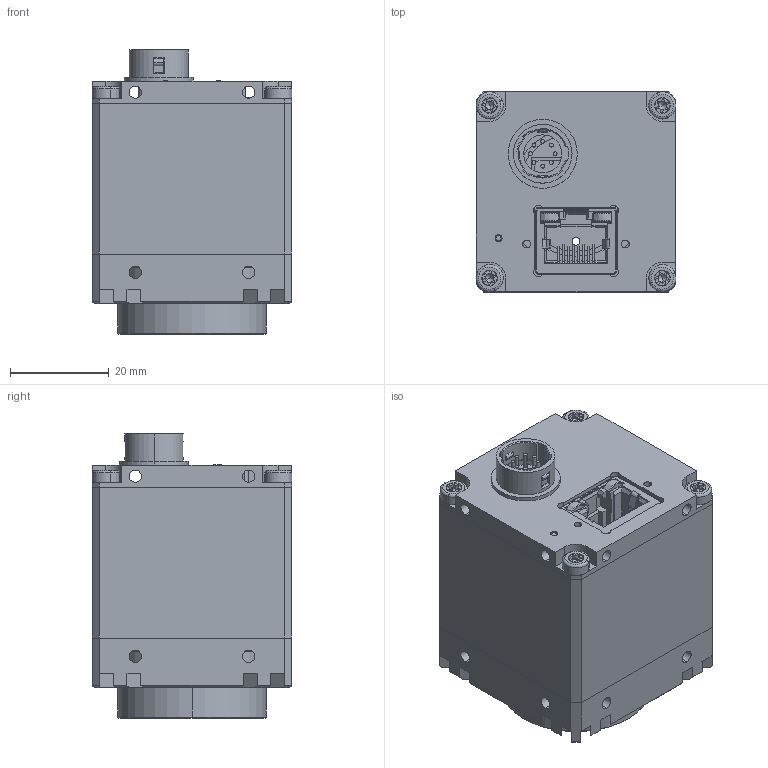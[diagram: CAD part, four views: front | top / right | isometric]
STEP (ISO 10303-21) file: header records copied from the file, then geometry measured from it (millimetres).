
FILE_DESCRIPTION (( 'STEP AP203' ), '1' );
FILE_NAME ('DP31148-A_ITALA G-G.ELC-Mount.step', '2022-11-03T08:30:23', ( '' ), ( '' ), 'SwSTEP 2.0', 'SolidWorks 2021', '' );
FILE_SCHEMA (( 'CONFIG_CONTROL_DESIGN' ));
Length unit declared in the file: millimetre
Products named in the file (1): DP31148-A_ITALA G-G.ELC-Mount
Bounding box: 40.5 x 40.5 x 57.56 mm (x, y, z)
Surface area: 17086.9 mm2 (no closed solid volume)
Topology: 0 solids, 31 shells, 661 faces, 2487 edges, 1812 vertices
Faces by surface type: plane 431, cylinder 185, cone 26, torus 12, bspline 7
Entity records: 27606 total; most frequent: CARTESIAN_POINT 6690, DIRECTION 4377, ORIENTED_EDGE 3845, EDGE_CURVE 2479, VERTEX_POINT 1812, LINE 1779, VECTOR 1779, AXIS2_PLACEMENT_3D 1299
